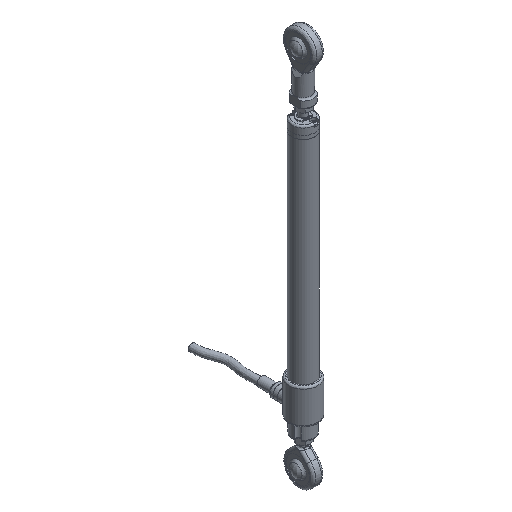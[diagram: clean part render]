
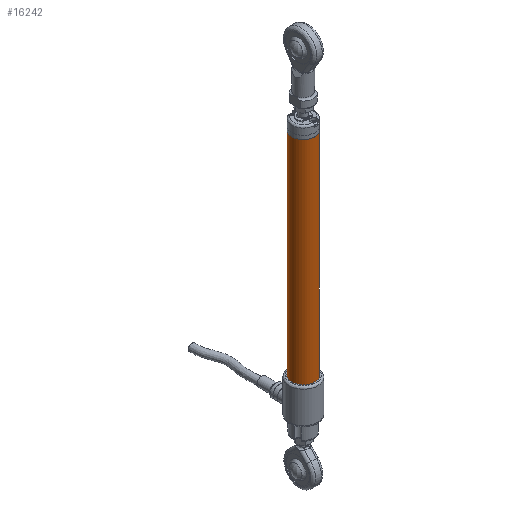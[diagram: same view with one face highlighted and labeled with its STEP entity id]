
A CAD part, isometric view. The second image highlights one B-rep face of the part: STEP entity #16242.
In plain terms, the highlighted cylindrical face has radius 6.35 mm (diameter 12.7 mm), a full revolution.
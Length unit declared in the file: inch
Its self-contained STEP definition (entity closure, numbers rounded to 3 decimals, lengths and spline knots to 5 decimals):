
#1388 = EDGE_CURVE ( 'NONE', #3473, #3473, #29116, .T. ) ;
#3473 = VERTEX_POINT ( 'NONE', #26548 ) ;
#4322 = CYLINDRICAL_SURFACE ( 'NONE', #9517, 0.25 ) ;
#4349 = DIRECTION ( 'NONE',  ( 0., 0., 1. ) ) ;
#4924 = DIRECTION ( 'NONE',  ( 0., 0., -1. ) ) ;
#6145 = ORIENTED_EDGE ( 'NONE', *, *, #19914, .T. ) ;
#7062 = FACE_OUTER_BOUND ( 'NONE', #12777, .T. ) ;
#7195 = DIRECTION ( 'NONE',  ( 0.494, -0.869, 0. ) ) ;
#9517 = AXIS2_PLACEMENT_3D ( 'NONE', #22716, #4924, #7195 ) ;
#12777 = EDGE_LOOP ( 'NONE', ( #20975 ) ) ;
#13539 = DIRECTION ( 'NONE',  ( 0.494, -0.869, 0. ) ) ;
#13567 = DIRECTION ( 'NONE',  ( 0.494, -0.869, 0. ) ) ;
#14748 = AXIS2_PLACEMENT_3D ( 'NONE', #28920, #4349, #13539 ) ;
#14966 = EDGE_LOOP ( 'NONE', ( #6145 ) ) ;
#16242 = ADVANCED_FACE ( 'NONE', ( #7062, #27248 ), #4322, .T. ) ;
#18323 = CARTESIAN_POINT ( 'NONE',  ( 0.12351, -0.21736, -0.9311 ) ) ;
#19800 = DIRECTION ( 'NONE',  ( 0., 0., -1. ) ) ;
#19914 = EDGE_CURVE ( 'NONE', #29760, #29760, #20357, .T. ) ;
#20357 = CIRCLE ( 'NONE', #24203, 0.25 ) ;
#20975 = ORIENTED_EDGE ( 'NONE', *, *, #1388, .T. ) ;
#22716 = CARTESIAN_POINT ( 'NONE',  ( 0., 0., -0.9311 ) ) ;
#24203 = AXIS2_PLACEMENT_3D ( 'NONE', #29526, #19800, #13567 ) ;
#26548 = CARTESIAN_POINT ( 'NONE',  ( 0.12351, -0.21736, -5.95079 ) ) ;
#27248 = FACE_OUTER_BOUND ( 'NONE', #14966, .T. ) ;
#28920 = CARTESIAN_POINT ( 'NONE',  ( 0., 0., -5.95079 ) ) ;
#29116 = CIRCLE ( 'NONE', #14748, 0.25 ) ;
#29526 = CARTESIAN_POINT ( 'NONE',  ( 0., 0., -0.9311 ) ) ;
#29760 = VERTEX_POINT ( 'NONE', #18323 ) ;
